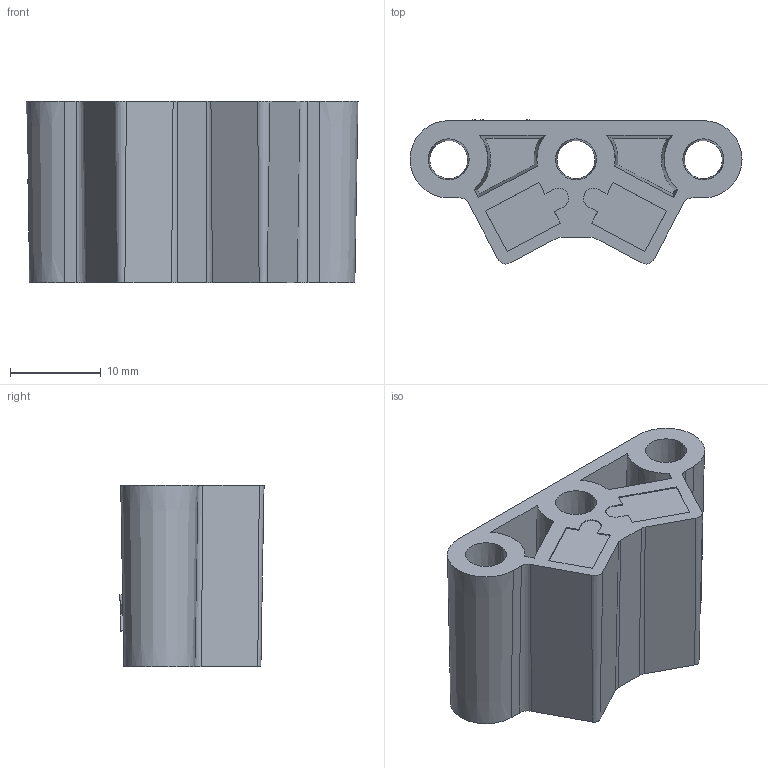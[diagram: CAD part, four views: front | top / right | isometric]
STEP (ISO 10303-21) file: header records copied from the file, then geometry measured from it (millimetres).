
FILE_DESCRIPTION (( 'STEP AP214' ), '1' );
FILE_NAME ('z-TLM-P01.STEP', '2009-05-28T08:38:49', ( 'novotechnik' ), ( 'novotechnik' ), 'SwSTEP 2.0', 'SolidWorks 2008', '' );
FILE_SCHEMA (( 'AUTOMOTIVE_DESIGN' ));
Length unit declared in the file: millimetre
Products named in the file (1): z-TLM-P01
Bounding box: 36.5 x 15.85 x 20 mm (x, y, z)
Volume: 6152.4 mm3; surface area: 6216.6 mm2
Topology: 3 solids, 3 shells, 241 faces, 650 edges, 434 vertices
Faces by surface type: plane 138, bspline 73, cone 30
Entity records: 13241 total; most frequent: CARTESIAN_POINT 4934, ORIENTED_EDGE 1300, DIRECTION 892, EDGE_CURVE 650, LINE 434, VECTOR 434, VERTEX_POINT 434, EDGE_LOOP 266
